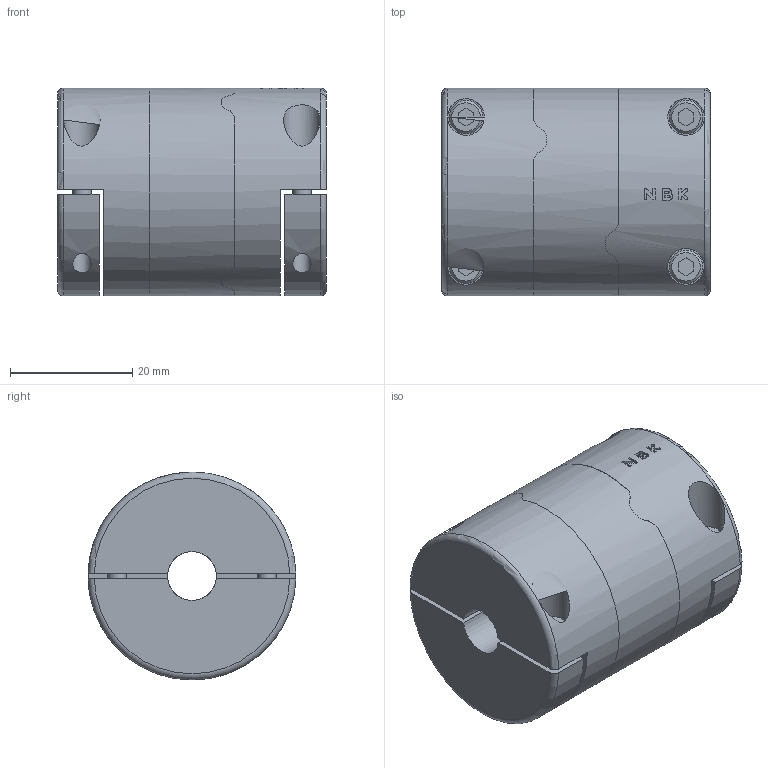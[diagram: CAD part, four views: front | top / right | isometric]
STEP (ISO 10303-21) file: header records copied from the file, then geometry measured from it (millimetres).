
FILE_DESCRIPTION(/* description */ ('STEP AP214'),/* implementation_level */ '2;1');
FILE_NAME(/* name */ 'XGL-34C-8-8',/* time_stamp */ '2024-06-05T11:10:38+02:00',/* author */ ('License CC BY-ND 4.0'),/* organization */ ('CADENAS'),/* preprocessor_version */ 'ST-DEVELOPER v19.3',/* originating_system */ 'PARTsolutions',/* authorisation */ ' ');
FILE_SCHEMA (('AUTOMOTIVE_DESIGN {1 0 10303 214 3 1 1}'));
Length unit declared in the file: millimetre
Products named in the file (4): XGL-34C-8-8; XGL-34C - 8-8 - Hub 1; XGL-34C - 8-8 - Anti-Vibration Rubber; XGL-34C - 8-8 - Hub 2
Assembly tree (3 placements, depth 2):
  XGL-34C-8-8
    XGL-34C - 8-8 - Hub 1
    XGL-34C - 8-8 - Anti-Vibration Rubber
    XGL-34C - 8-8 - Hub 2
Bounding box: 44 x 34 x 34 mm (x, y, z)
Volume: 35615.8 mm3; surface area: 14494.3 mm2
Topology: 3 solids, 3 shells, 163 faces, 395 edges, 261 vertices
Faces by surface type: plane 111, cylinder 44, torus 4, cone 4
Full cylindrical faces by diameter (mm): 3 x8, 3.5 x4, 5.5 x4, 6 x4, 8 x2, 9 x1, 34 x3
Entity records: 4812 total; most frequent: CARTESIAN_POINT 1021, DIRECTION 768, ORIENTED_EDGE 704, EDGE_CURVE 352, AXIS2_PLACEMENT_3D 281, VERTEX_POINT 248, EDGE_LOOP 226, FACE_BOUND 226
